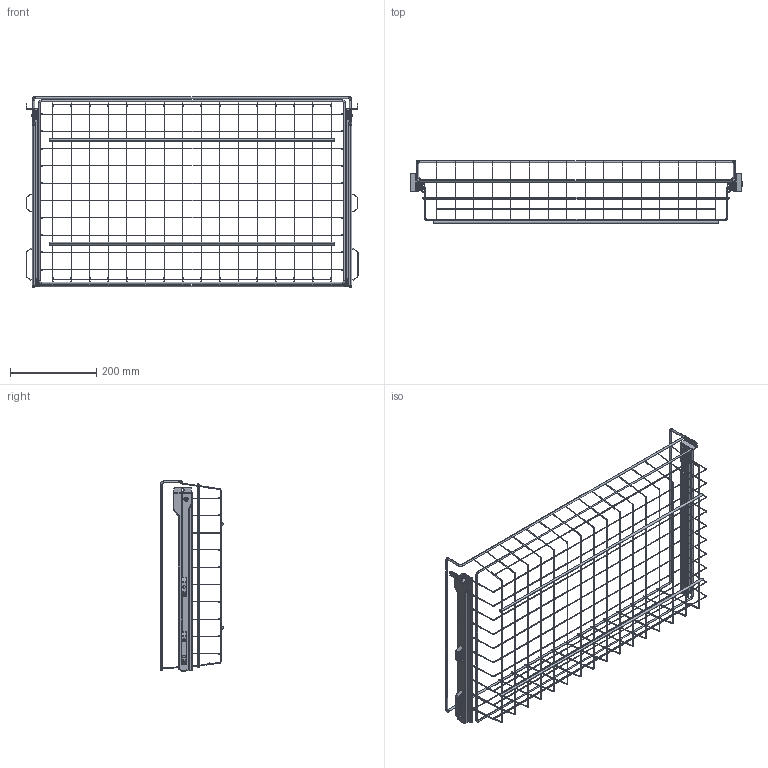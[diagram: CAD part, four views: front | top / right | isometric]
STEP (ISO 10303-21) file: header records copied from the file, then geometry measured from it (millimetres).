
FILE_DESCRIPTION (( 'STEP AP203' ), '1' );
FILE_NAME ('LM 606 rullakiskokori.STEP', '2023-01-17T07:52:56', ( '' ), ( '' ), 'SwSTEP 2.0', 'SolidWorks 2021', '' );
FILE_SCHEMA (( 'CONFIG_CONTROL_DESIGN' ));
Length unit declared in the file: millimetre
Products named in the file (14): 10360; 10365; Mirror10027; 10027; 10649_Default<As Machined>; Mirror10361; Mirror10026; Mirror10360; Mirror10365; 10361; Mirror10364; LM 606 rullakiskokori; 10026; 10364
Assembly tree (17 placements, depth 3):
  LM 606 rullakiskokori
    10649_Default<As Machined>
    10361
      10360
      10026
      10027
    10365
      10364
      10026
      10027
    Mirror10365
      Mirror10364
      Mirror10026
      Mirror10027
    Mirror10361
      Mirror10360
      Mirror10026
      Mirror10027
Bounding box: 768.21 x 145.6 x 440.53 mm (x, y, z)
Volume: 344832.7 mm3; surface area: 506271.6 mm2
Topology: 77 solids, 77 shells, 1538 faces, 3416 edges, 2036 vertices
Faces by surface type: cylinder 694, plane 480, torus 326, cone 28, bspline 10
Entity records: 40436 total; most frequent: DIRECTION 7332, CARTESIAN_POINT 7164, ORIENTED_EDGE 6196, EDGE_CURVE 3098, AXIS2_PLACEMENT_3D 2972, VERTEX_POINT 1840, CIRCLE 1570, EDGE_LOOP 1468
